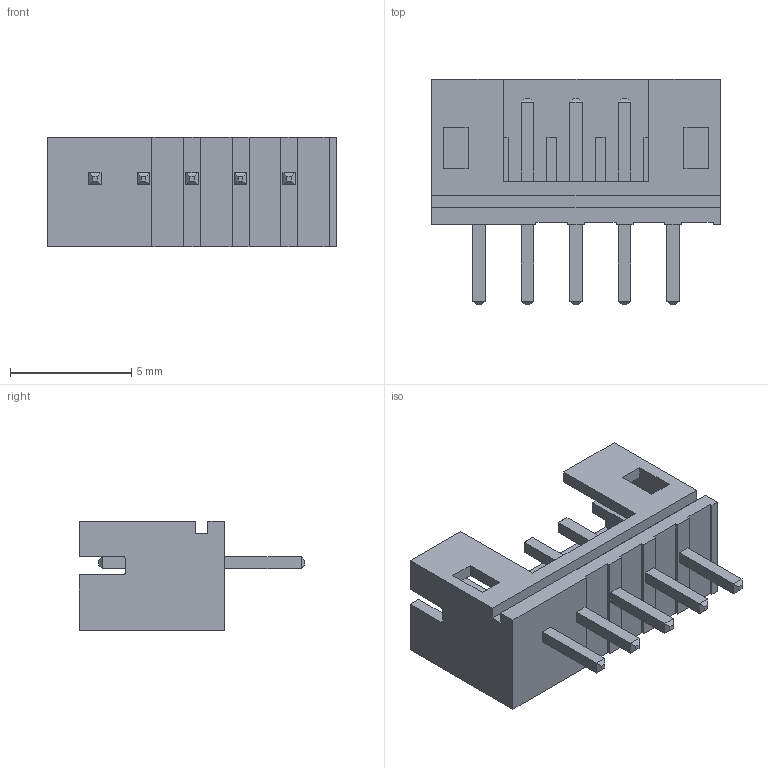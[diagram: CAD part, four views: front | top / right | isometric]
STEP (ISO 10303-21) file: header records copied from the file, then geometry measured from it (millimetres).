
FILE_DESCRIPTION (( 'STEP AP214' ), '1' );
FILE_NAME ('User Library-BxB-PH.STEP', '2022-04-22T02:58:05', ( '' ), ( '' ), 'SwSTEP 2.0', 'SolidWorks 2021', '' );
FILE_SCHEMA (( 'AUTOMOTIVE_DESIGN' ));
Length unit declared in the file: millimetre
Products named in the file (1): User Library-BxB-PH
Bounding box: 11.9 x 9.3 x 4.5 mm (x, y, z)
Volume: 140 mm3; surface area: 472.9 mm2
Topology: 1 solids, 1 shells, 160 faces, 410 edges, 260 vertices
Faces by surface type: plane 156, cylinder 4
Entity records: 5734 total; most frequent: CARTESIAN_POINT 831, ORIENTED_EDGE 820, DIRECTION 740, EDGE_CURVE 410, VECTOR 402, LINE 402, VERTEX_POINT 260, EDGE_LOOP 172
